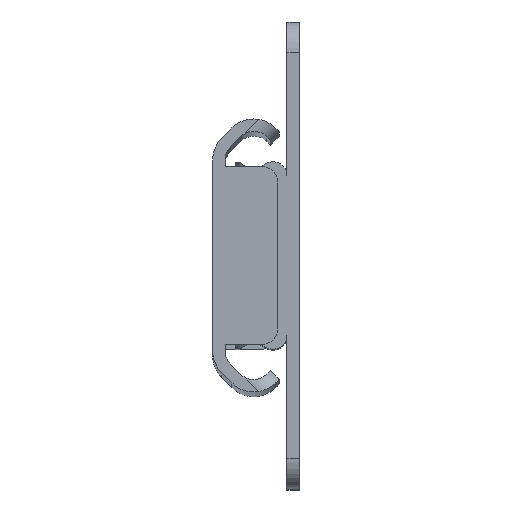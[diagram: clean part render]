
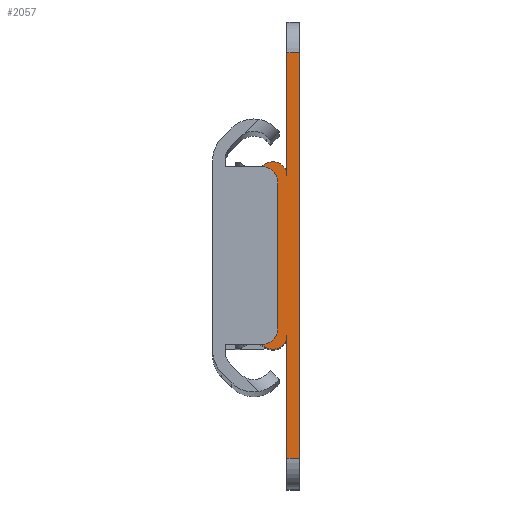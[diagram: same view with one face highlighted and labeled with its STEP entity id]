
A CAD part, top view. The second image highlights one B-rep face of the part: STEP entity #2057.
In plain terms, the highlighted planar face has unit normal (0, 0, 1).
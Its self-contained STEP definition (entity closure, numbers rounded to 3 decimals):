
#4 = ORIENTED_EDGE ( 'NONE', *, *, #3174, .T. ) ;
#14 = CARTESIAN_POINT ( 'NONE',  ( 0., 26.2, 0. ) ) ;
#31 = CARTESIAN_POINT ( 'NONE',  ( -3.7, 10.32, 0. ) ) ;
#78 = VECTOR ( 'NONE', #2511, 1000. ) ;
#105 = VERTEX_POINT ( 'NONE', #2096 ) ;
#112 = CARTESIAN_POINT ( 'NONE',  ( -1.8, 10.32, 0. ) ) ;
#122 = VERTEX_POINT ( 'NONE', #1055 ) ;
#156 = CARTESIAN_POINT ( 'NONE',  ( -1.8, 10.32, 0. ) ) ;
#176 = LINE ( 'NONE', #3624, #2311 ) ;
#184 = CARTESIAN_POINT ( 'NONE',  ( 0., 10.32, 0. ) ) ;
#187 = CARTESIAN_POINT ( 'NONE',  ( -3.7, 11.367, 0. ) ) ;
#270 = ORIENTED_EDGE ( 'NONE', *, *, #2593, .T. ) ;
#279 = DIRECTION ( 'NONE',  ( 1., 0., 0. ) ) ;
#287 = EDGE_CURVE ( 'NONE', #2002, #105, #3415, .T. ) ;
#291 = DIRECTION ( 'NONE',  ( 1., 0., 0. ) ) ;
#359 = VERTEX_POINT ( 'NONE', #2050 ) ;
#421 = CARTESIAN_POINT ( 'NONE',  ( -3.7, -11.367, 0. ) ) ;
#425 = VECTOR ( 'NONE', #3118, 1000. ) ;
#431 = VERTEX_POINT ( 'NONE', #611 ) ;
#432 = EDGE_LOOP ( 'NONE', ( #969, #3252, #889, #3404, #2604, #4, #1891, #2260, #1954, #1769, #2498, #3135, #2801, #1405, #270, #1418 ) ) ;
#451 = CIRCLE ( 'NONE', #3216, 1.8 ) ;
#473 = CARTESIAN_POINT ( 'NONE',  ( -2.877, 11.763, 0. ) ) ;
#586 = CARTESIAN_POINT ( 'NONE',  ( 0., 26.2, 0. ) ) ;
#611 = CARTESIAN_POINT ( 'NONE',  ( -1.92, -10.48, 0. ) ) ;
#630 = DIRECTION ( 'NONE',  ( 1., 0., 0. ) ) ;
#649 = CARTESIAN_POINT ( 'NONE',  ( 1.6, 26.2, 0. ) ) ;
#687 = CARTESIAN_POINT ( 'NONE',  ( -4.3, 13.67, 0. ) ) ;
#710 = CARTESIAN_POINT ( 'NONE',  ( -3.7, 9.735, 0. ) ) ;
#766 = LINE ( 'NONE', #1924, #78 ) ;
#811 = VERTEX_POINT ( 'NONE', #2726 ) ;
#849 = DIRECTION ( 'NONE',  ( 1., 0., 0. ) ) ;
#875 = LINE ( 'NONE', #586, #3333 ) ;
#889 = ORIENTED_EDGE ( 'NONE', *, *, #2765, .F. ) ;
#920 = CIRCLE ( 'NONE', #1399, 2.38 ) ;
#934 = VECTOR ( 'NONE', #2560, 1000. ) ;
#969 = ORIENTED_EDGE ( 'NONE', *, *, #2373, .T. ) ;
#991 = AXIS2_PLACEMENT_3D ( 'NONE', #3044, #3587, #1901 ) ;
#1026 = CARTESIAN_POINT ( 'NONE',  ( -3.7, -9.735, 0. ) ) ;
#1050 = VECTOR ( 'NONE', #291, 1000. ) ;
#1055 = CARTESIAN_POINT ( 'NONE',  ( 0., -10.32, 0. ) ) ;
#1110 = CARTESIAN_POINT ( 'NONE',  ( -1.6, 0., 0. ) ) ;
#1151 = VERTEX_POINT ( 'NONE', #14 ) ;
#1158 = CARTESIAN_POINT ( 'NONE',  ( -3.7, 10.32, 0. ) ) ;
#1223 = VERTEX_POINT ( 'NONE', #1026 ) ;
#1276 = EDGE_CURVE ( 'NONE', #1289, #3215, #920, .T. ) ;
#1289 = VERTEX_POINT ( 'NONE', #473 ) ;
#1304 = DIRECTION ( 'NONE',  ( 0., -1., 0. ) ) ;
#1317 = DIRECTION ( 'NONE',  ( 1., 0., 0. ) ) ;
#1399 = AXIS2_PLACEMENT_3D ( 'NONE', #687, #3585, #1317 ) ;
#1405 = ORIENTED_EDGE ( 'NONE', *, *, #2508, .T. ) ;
#1417 = AXIS2_PLACEMENT_3D ( 'NONE', #112, #3492, #2365 ) ;
#1418 = ORIENTED_EDGE ( 'NONE', *, *, #3335, .T. ) ;
#1488 = PLANE ( 'NONE',  #2013 ) ;
#1525 = FACE_OUTER_BOUND ( 'NONE', #432, .T. ) ;
#1532 = CIRCLE ( 'NONE', #2186, 0.2 ) ;
#1534 = EDGE_CURVE ( 'NONE', #105, #431, #1532, .T. ) ;
#1593 = CIRCLE ( 'NONE', #3513, 3.98 ) ;
#1599 = CIRCLE ( 'NONE', #1417, 0.2 ) ;
#1651 = CIRCLE ( 'NONE', #2842, 2.38 ) ;
#1653 = DIRECTION ( 'NONE',  ( 1., 0., 0. ) ) ;
#1667 = LINE ( 'NONE', #1953, #3330 ) ;
#1688 = CARTESIAN_POINT ( 'NONE',  ( -1.6, 10.32, 0. ) ) ;
#1757 = DIRECTION ( 'NONE',  ( 0., -1., 0. ) ) ;
#1769 = ORIENTED_EDGE ( 'NONE', *, *, #2993, .T. ) ;
#1789 = CARTESIAN_POINT ( 'NONE',  ( -1.8, 10.32, 0. ) ) ;
#1878 = DIRECTION ( 'NONE',  ( 0., 0., 1. ) ) ;
#1891 = ORIENTED_EDGE ( 'NONE', *, *, #1276, .T. ) ;
#1901 = DIRECTION ( 'NONE',  ( 1., 0., 0. ) ) ;
#1924 = CARTESIAN_POINT ( 'NONE',  ( 1.6, -30.2, 0. ) ) ;
#1953 = CARTESIAN_POINT ( 'NONE',  ( 0., 0., 0. ) ) ;
#1954 = ORIENTED_EDGE ( 'NONE', *, *, #1989, .T. ) ;
#1958 = DIRECTION ( 'NONE',  ( -1., 0., 0. ) ) ;
#1989 = EDGE_CURVE ( 'NONE', #2222, #2954, #1593, .T. ) ;
#2002 = VERTEX_POINT ( 'NONE', #1688 ) ;
#2013 = AXIS2_PLACEMENT_3D ( 'NONE', #1789, #2600, #279 ) ;
#2050 = CARTESIAN_POINT ( 'NONE',  ( 1.6, -26.2, 0. ) ) ;
#2057 = ADVANCED_FACE ( 'NONE', ( #1525 ), #1488, .T. ) ;
#2060 = DIRECTION ( 'NONE',  ( 0., 0., -1. ) ) ;
#2063 = CARTESIAN_POINT ( 'NONE',  ( -4.3, -13.67, 0. ) ) ;
#2096 = CARTESIAN_POINT ( 'NONE',  ( -1.6, -10.32, 0. ) ) ;
#2144 = VECTOR ( 'NONE', #1757, 1000. ) ;
#2186 = AXIS2_PLACEMENT_3D ( 'NONE', #3164, #2060, #2959 ) ;
#2199 = AXIS2_PLACEMENT_3D ( 'NONE', #2841, #2264, #849 ) ;
#2209 = VERTEX_POINT ( 'NONE', #2442 ) ;
#2211 = EDGE_CURVE ( 'NONE', #431, #1223, #2598, .T. ) ;
#2219 = CARTESIAN_POINT ( 'NONE',  ( -4.3, 13.67, 0. ) ) ;
#2222 = VERTEX_POINT ( 'NONE', #710 ) ;
#2260 = ORIENTED_EDGE ( 'NONE', *, *, #3479, .T. ) ;
#2264 = DIRECTION ( 'NONE',  ( 0., 0., 1. ) ) ;
#2311 = VECTOR ( 'NONE', #1304, 1000. ) ;
#2323 = LINE ( 'NONE', #1158, #934 ) ;
#2365 = DIRECTION ( 'NONE',  ( 1., 0., 0. ) ) ;
#2373 = EDGE_CURVE ( 'NONE', #122, #811, #1667, .T. ) ;
#2442 = CARTESIAN_POINT ( 'NONE',  ( -2.877, -11.763, 0. ) ) ;
#2498 = ORIENTED_EDGE ( 'NONE', *, *, #287, .T. ) ;
#2508 = EDGE_CURVE ( 'NONE', #1223, #2693, #2323, .T. ) ;
#2511 = DIRECTION ( 'NONE',  ( 0., -1., 0. ) ) ;
#2521 = EDGE_CURVE ( 'NONE', #811, #359, #3448, .T. ) ;
#2560 = DIRECTION ( 'NONE',  ( 0., -1., 0. ) ) ;
#2593 = EDGE_CURVE ( 'NONE', #2693, #2209, #1651, .T. ) ;
#2598 = CIRCLE ( 'NONE', #991, 3.98 ) ;
#2600 = DIRECTION ( 'NONE',  ( 0., 0., 1. ) ) ;
#2604 = ORIENTED_EDGE ( 'NONE', *, *, #2763, .T. ) ;
#2641 = CARTESIAN_POINT ( 'NONE',  ( -1.92, 10.48, 0. ) ) ;
#2658 = LINE ( 'NONE', #31, #2144 ) ;
#2678 = CIRCLE ( 'NONE', #2199, 1.8 ) ;
#2693 = VERTEX_POINT ( 'NONE', #421 ) ;
#2726 = CARTESIAN_POINT ( 'NONE',  ( 0., -26.2, 0. ) ) ;
#2763 = EDGE_CURVE ( 'NONE', #1151, #3648, #176, .T. ) ;
#2765 = EDGE_CURVE ( 'NONE', #3405, #359, #766, .T. ) ;
#2801 = ORIENTED_EDGE ( 'NONE', *, *, #2211, .T. ) ;
#2841 = CARTESIAN_POINT ( 'NONE',  ( -1.8, -10.32, 0. ) ) ;
#2842 = AXIS2_PLACEMENT_3D ( 'NONE', #2063, #3206, #630 ) ;
#2880 = CARTESIAN_POINT ( 'NONE',  ( 1.6, -26.2, 0. ) ) ;
#2922 = EDGE_CURVE ( 'NONE', #3405, #1151, #875, .T. ) ;
#2954 = VERTEX_POINT ( 'NONE', #2641 ) ;
#2959 = DIRECTION ( 'NONE',  ( 1., 0., 0. ) ) ;
#2993 = EDGE_CURVE ( 'NONE', #2954, #2002, #1599, .T. ) ;
#3044 = CARTESIAN_POINT ( 'NONE',  ( -4.3, -13.67, 0. ) ) ;
#3118 = DIRECTION ( 'NONE',  ( 0., -1., 0. ) ) ;
#3135 = ORIENTED_EDGE ( 'NONE', *, *, #1534, .T. ) ;
#3164 = CARTESIAN_POINT ( 'NONE',  ( -1.8, -10.32, 0. ) ) ;
#3174 = EDGE_CURVE ( 'NONE', #3648, #1289, #451, .T. ) ;
#3206 = DIRECTION ( 'NONE',  ( 0., 0., -1. ) ) ;
#3215 = VERTEX_POINT ( 'NONE', #187 ) ;
#3216 = AXIS2_PLACEMENT_3D ( 'NONE', #156, #1878, #3602 ) ;
#3252 = ORIENTED_EDGE ( 'NONE', *, *, #2521, .T. ) ;
#3330 = VECTOR ( 'NONE', #3669, 1000. ) ;
#3333 = VECTOR ( 'NONE', #1958, 1000. ) ;
#3335 = EDGE_CURVE ( 'NONE', #2209, #122, #2678, .T. ) ;
#3364 = DIRECTION ( 'NONE',  ( 0., 0., 1. ) ) ;
#3404 = ORIENTED_EDGE ( 'NONE', *, *, #2922, .T. ) ;
#3405 = VERTEX_POINT ( 'NONE', #649 ) ;
#3415 = LINE ( 'NONE', #1110, #425 ) ;
#3448 = LINE ( 'NONE', #2880, #1050 ) ;
#3479 = EDGE_CURVE ( 'NONE', #3215, #2222, #2658, .T. ) ;
#3492 = DIRECTION ( 'NONE',  ( 0., 0., -1. ) ) ;
#3513 = AXIS2_PLACEMENT_3D ( 'NONE', #2219, #3364, #1653 ) ;
#3585 = DIRECTION ( 'NONE',  ( 0., 0., -1. ) ) ;
#3587 = DIRECTION ( 'NONE',  ( 0., 0., 1. ) ) ;
#3602 = DIRECTION ( 'NONE',  ( 1., 0., 0. ) ) ;
#3624 = CARTESIAN_POINT ( 'NONE',  ( 0., 0., 0. ) ) ;
#3648 = VERTEX_POINT ( 'NONE', #184 ) ;
#3669 = DIRECTION ( 'NONE',  ( 0., -1., 0. ) ) ;
